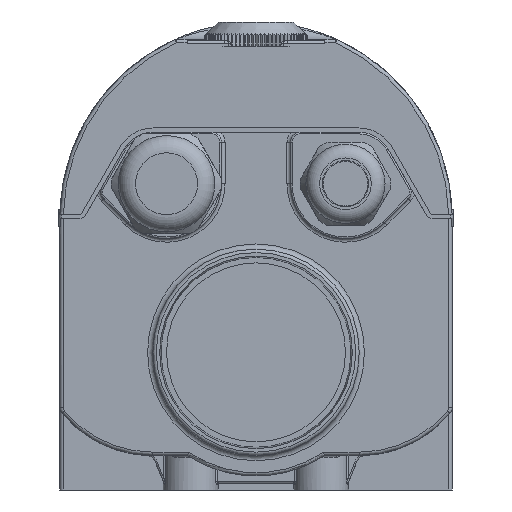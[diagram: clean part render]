
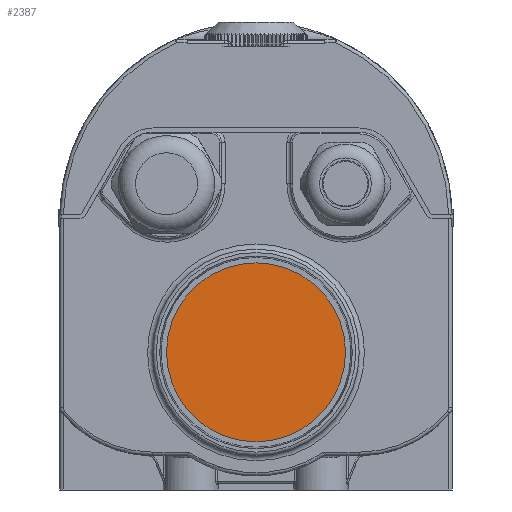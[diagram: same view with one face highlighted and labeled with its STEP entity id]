
A CAD part, left-side view. The second image highlights one B-rep face of the part: STEP entity #2387.
In plain terms, the highlighted planar face has unit normal (-1, 0, 0).
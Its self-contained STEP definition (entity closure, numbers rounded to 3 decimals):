
#2387 = ADVANCED_FACE( '', ( #5883 ), #5884, .F. );
#5883 = FACE_OUTER_BOUND( '', #13101, .T. );
#5884 = PLANE( '', #13102 );
#13101 = EDGE_LOOP( '', ( #30916 ) );
#13102 = AXIS2_PLACEMENT_3D( '', #30917, #30918, #30919 );
#30916 = ORIENTED_EDGE( '', *, *, #42651, .T. );
#30917 = CARTESIAN_POINT( '', ( -165.5, 0., -39. ) );
#30918 = DIRECTION( '', ( 1., 0., 0. ) );
#30919 = DIRECTION( '', ( 0., 1., 0. ) );
#42651 = EDGE_CURVE( '', #49631, #49631, #49632, .T. );
#49631 = VERTEX_POINT( '', #61884 );
#49632 = CIRCLE( '', #61885, 26. );
#61884 = CARTESIAN_POINT( '', ( -165.5, 0., -13. ) );
#61885 = AXIS2_PLACEMENT_3D( '', #73061, #73062, #73063 );
#73061 = CARTESIAN_POINT( '', ( -165.5, 0., -39. ) );
#73062 = DIRECTION( '', ( -1., 0., 0. ) );
#73063 = DIRECTION( '', ( 0., 0., 1. ) );
